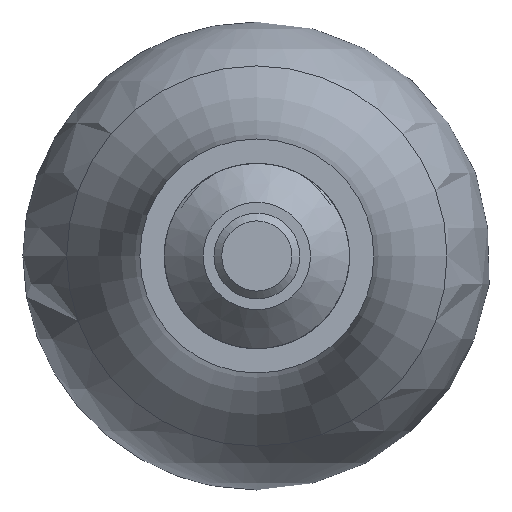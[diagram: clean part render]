
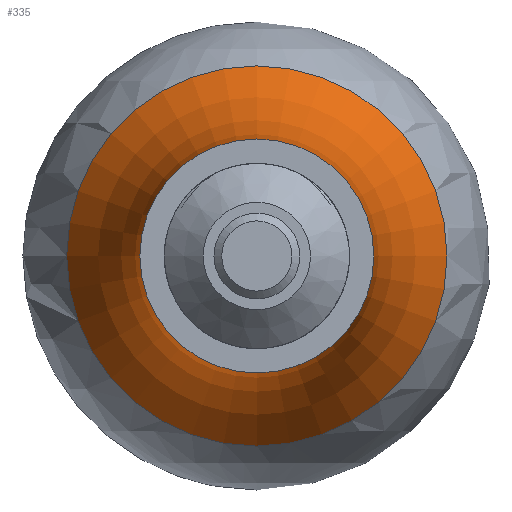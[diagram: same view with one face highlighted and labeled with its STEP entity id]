
A CAD part, front view. The second image highlights one B-rep face of the part: STEP entity #335.
In plain terms, the highlighted toroidal (fillet/blend) face has major radius 65 mm and minor radius 50 mm.
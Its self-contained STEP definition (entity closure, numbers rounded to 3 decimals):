
#76=TOROIDAL_SURFACE('',#373,65.,50.);
#82=FACE_OUTER_BOUND('',#104,.T.);
#104=EDGE_LOOP('',(#229,#230,#231,#232,#233));
#128=CIRCLE('',#374,24.375);
#129=CIRCLE('',#375,50.);
#130=CIRCLE('',#376,15.);
#131=CIRCLE('',#377,15.);
#145=VERTEX_POINT('',#500);
#146=VERTEX_POINT('',#502);
#147=VERTEX_POINT('',#504);
#179=EDGE_CURVE('',#145,#145,#128,.T.);
#180=EDGE_CURVE('',#145,#146,#129,.T.);
#181=EDGE_CURVE('',#146,#147,#130,.T.);
#182=EDGE_CURVE('',#147,#146,#131,.T.);
#229=ORIENTED_EDGE('',*,*,#179,.T.);
#230=ORIENTED_EDGE('',*,*,#180,.T.);
#231=ORIENTED_EDGE('',*,*,#181,.T.);
#232=ORIENTED_EDGE('',*,*,#182,.T.);
#233=ORIENTED_EDGE('',*,*,#180,.F.);
#335=ADVANCED_FACE('',(#82),#76,.F.);
#373=AXIS2_PLACEMENT_3D('',#499,#414,#415);
#374=AXIS2_PLACEMENT_3D('',#501,#416,#417);
#375=AXIS2_PLACEMENT_3D('',#503,#418,#419);
#376=AXIS2_PLACEMENT_3D('',#505,#420,#421);
#377=AXIS2_PLACEMENT_3D('',#506,#422,#423);
#414=DIRECTION('center_axis',(0.,-1.,0.));
#415=DIRECTION('ref_axis',(0.,0.,-1.));
#416=DIRECTION('center_axis',(0.,-1.,0.));
#417=DIRECTION('ref_axis',(1.,0.,0.));
#418=DIRECTION('center_axis',(-1.,0.,0.));
#419=DIRECTION('ref_axis',(0.,0.,1.));
#420=DIRECTION('center_axis',(0.,1.,0.));
#421=DIRECTION('ref_axis',(1.,0.,0.));
#422=DIRECTION('center_axis',(0.,1.,0.));
#423=DIRECTION('ref_axis',(1.,0.,0.));
#499=CARTESIAN_POINT('Origin',(0.,13.363,0.));
#500=CARTESIAN_POINT('',(0.,42.511,24.375));
#501=CARTESIAN_POINT('Origin',(0.,42.511,0.));
#502=CARTESIAN_POINT('',(0.,13.363,15.));
#503=CARTESIAN_POINT('Origin',(0.,13.363,65.));
#504=CARTESIAN_POINT('',(-15.,13.363,0.));
#505=CARTESIAN_POINT('Origin',(0.,13.363,0.));
#506=CARTESIAN_POINT('Origin',(0.,13.363,0.));
